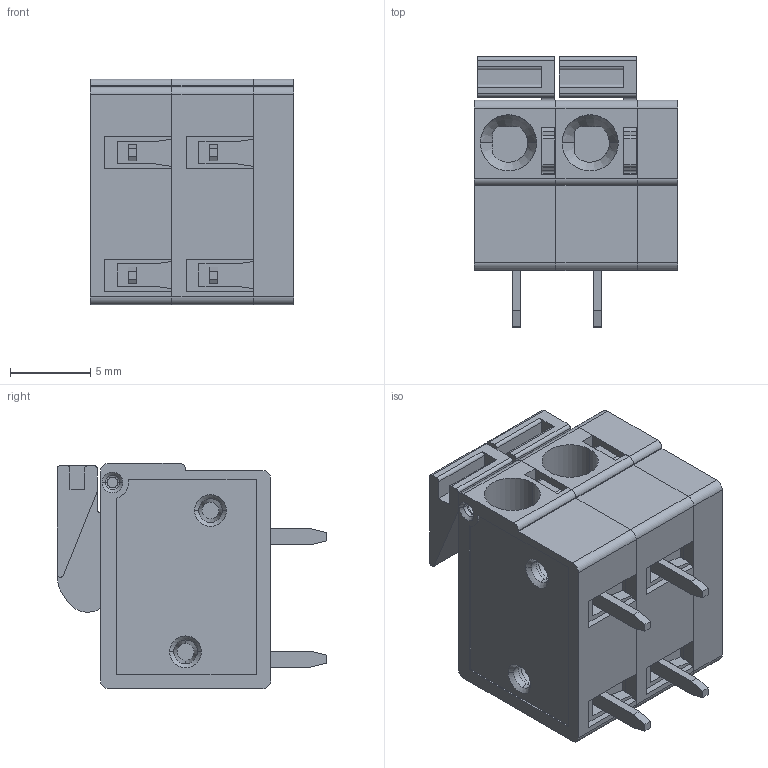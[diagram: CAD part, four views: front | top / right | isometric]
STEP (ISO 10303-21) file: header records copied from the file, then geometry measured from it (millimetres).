
FILE_DESCRIPTION (( 'STEP AP214' ), '1' );
FILE_NAME ('CUI_DEVICES_TBL004-508-02BE-2GY.step', '2019-11-27T03:07:26', ( '' ), ( '' ), 'SwSTEP 2.0', 'SolidWorks 2019', '' );
FILE_SCHEMA (( 'AUTOMOTIVE_DESIGN' ));
Length unit declared in the file: millimetre
Products named in the file (4): TBL004-508 - BODY_Blue; CUI_DEVICES_TBL004-508-02BE-2GY; TBL004-508 - END CAP_Blue; TBL004-508 - PUSH BUTTON_Gray
Assembly tree (5 placements, depth 2):
  CUI_DEVICES_TBL004-508-02BE-2GY
    TBL004-508 - END CAP_Blue
    TBL004-508 - BODY_Blue  x2
    TBL004-508 - PUSH BUTTON_Gray  x2
Bounding box: 12.66 x 16.8 x 14.05 mm (x, y, z)
Volume: 1636.5 mm3; surface area: 2251.3 mm2
Topology: 5 solids, 5 shells, 409 faces, 1088 edges, 710 vertices
Faces by surface type: plane 281, cylinder 88, cone 36, torus 4
Entity records: 11018 total; most frequent: CARTESIAN_POINT 1438, ORIENTED_EDGE 1388, DIRECTION 1346, EDGE_CURVE 694, LINE 570, VECTOR 570, VERTEX_POINT 455, AXIS2_PLACEMENT_3D 388
